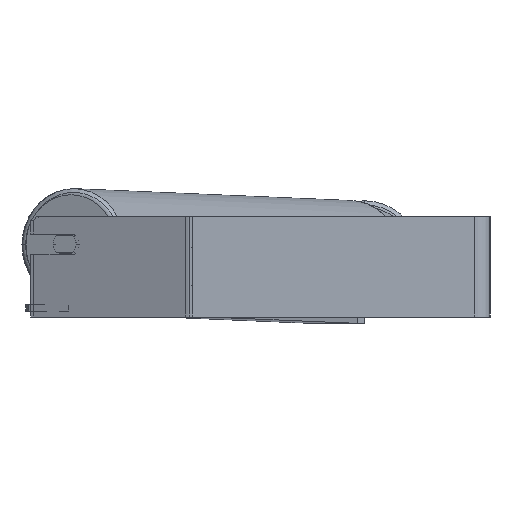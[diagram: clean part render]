
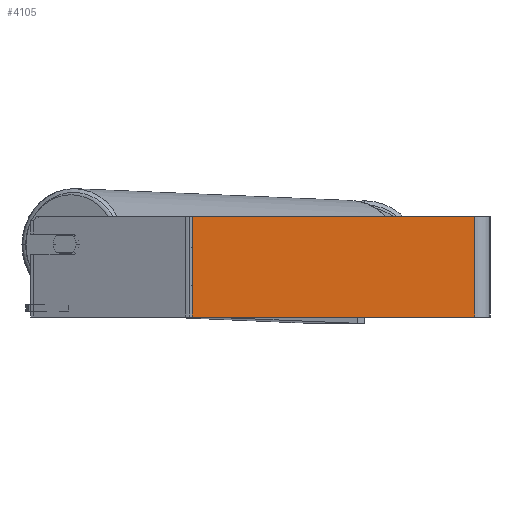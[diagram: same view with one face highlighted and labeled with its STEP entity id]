
A CAD part, left-side view. The second image highlights one B-rep face of the part: STEP entity #4105.
In plain terms, the highlighted planar face has unit normal (-1, 0, 0).
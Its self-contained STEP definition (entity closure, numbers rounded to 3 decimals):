
#36 = AXIS2_PLACEMENT_3D ( 'NONE', #4910, #6439, #8702 ) ;
#714 = VECTOR ( 'NONE', #9191, 1000. ) ;
#1034 = VECTOR ( 'NONE', #6230, 1000. ) ;
#1044 = ORIENTED_EDGE ( 'NONE', *, *, #6680, .F. ) ;
#1144 = DIRECTION ( 'NONE',  ( 0., -1., 0. ) ) ;
#1842 = VERTEX_POINT ( 'NONE', #6303 ) ;
#1876 = CARTESIAN_POINT ( 'NONE',  ( -840., 12., 40. ) ) ;
#2817 = VECTOR ( 'NONE', #7031, 1000. ) ;
#3081 = VECTOR ( 'NONE', #1144, 1000. ) ;
#3296 = VERTEX_POINT ( 'NONE', #4107 ) ;
#3360 = CARTESIAN_POINT ( 'NONE',  ( -840., 239.706, -40. ) ) ;
#3525 = ORIENTED_EDGE ( 'NONE', *, *, #9378, .T. ) ;
#3545 = FACE_OUTER_BOUND ( 'NONE', #8373, .T. ) ;
#3689 = VERTEX_POINT ( 'NONE', #7033 ) ;
#4035 = EDGE_CURVE ( 'NONE', #1842, #3689, #5402, .T. ) ;
#4105 = ADVANCED_FACE ( 'NONE', ( #3545 ), #9266, .F. ) ;
#4107 = CARTESIAN_POINT ( 'NONE',  ( -840., 12., 40. ) ) ;
#4702 = CARTESIAN_POINT ( 'NONE',  ( -840., 239.706, 40. ) ) ;
#4840 = LINE ( 'NONE', #1876, #1034 ) ;
#4910 = CARTESIAN_POINT ( 'NONE',  ( -840., 239.706, 40. ) ) ;
#5402 = LINE ( 'NONE', #3360, #3081 ) ;
#5556 = CARTESIAN_POINT ( 'NONE',  ( -840., 237.045, 40. ) ) ;
#5916 = ORIENTED_EDGE ( 'NONE', *, *, #4035, .T. ) ;
#5952 = CARTESIAN_POINT ( 'NONE',  ( -840., 237.045, 40. ) ) ;
#6064 = ORIENTED_EDGE ( 'NONE', *, *, #7818, .F. ) ;
#6230 = DIRECTION ( 'NONE',  ( 0., 0., -1. ) ) ;
#6303 = CARTESIAN_POINT ( 'NONE',  ( -840., 237.045, -40. ) ) ;
#6439 = DIRECTION ( 'NONE',  ( 1., 0., 0. ) ) ;
#6680 = EDGE_CURVE ( 'NONE', #8831, #3296, #8495, .T. ) ;
#7031 = DIRECTION ( 'NONE',  ( 0., -1., 0. ) ) ;
#7033 = CARTESIAN_POINT ( 'NONE',  ( -840., 12., -40. ) ) ;
#7818 = EDGE_CURVE ( 'NONE', #3296, #3689, #4840, .T. ) ;
#8373 = EDGE_LOOP ( 'NONE', ( #5916, #6064, #1044, #3525 ) ) ;
#8491 = LINE ( 'NONE', #5556, #714 ) ;
#8495 = LINE ( 'NONE', #4702, #2817 ) ;
#8702 = DIRECTION ( 'NONE',  ( 0., 0., -1. ) ) ;
#8831 = VERTEX_POINT ( 'NONE', #5952 ) ;
#9191 = DIRECTION ( 'NONE',  ( 0., 0., -1. ) ) ;
#9266 = PLANE ( 'NONE',  #36 ) ;
#9378 = EDGE_CURVE ( 'NONE', #8831, #1842, #8491, .T. ) ;
